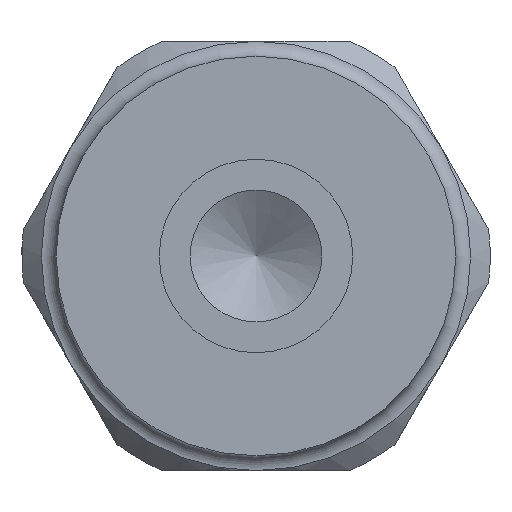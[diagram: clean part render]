
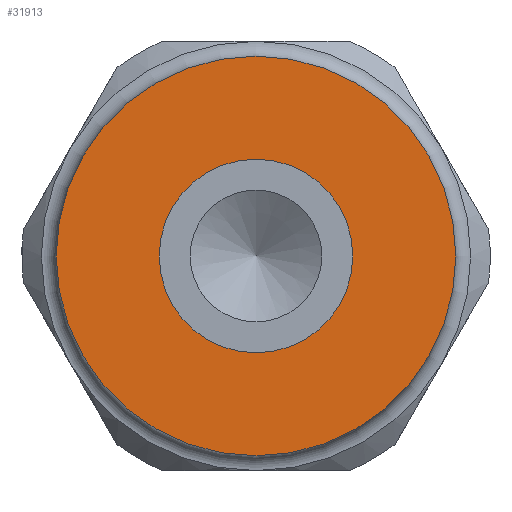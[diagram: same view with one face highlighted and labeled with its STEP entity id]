
A CAD part, front view. The second image highlights one B-rep face of the part: STEP entity #31913.
In plain terms, the highlighted planar face has unit normal (0, -1, 0).
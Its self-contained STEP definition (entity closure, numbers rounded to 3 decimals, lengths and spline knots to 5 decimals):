
#188=FACE_BOUND('',#6903,.T.);
#1669=PLANE('',#33375);
#5089=FACE_OUTER_BOUND('',#6902,.T.);
#6902=EDGE_LOOP('',(#28406));
#6903=EDGE_LOOP('',(#28407));
#7535=CIRCLE('',#33360,0.155);
#7539=CIRCLE('',#33367,0.32);
#14816=VERTEX_POINT('',#71530);
#14819=VERTEX_POINT('',#71542);
#19338=EDGE_CURVE('',#14816,#14816,#7535,.T.);
#19345=EDGE_CURVE('',#14819,#14819,#7539,.T.);
#28406=ORIENTED_EDGE('',*,*,#19345,.T.);
#28407=ORIENTED_EDGE('',*,*,#19338,.T.);
#31913=ADVANCED_FACE('',(#5089,#188),#1669,.F.);
#33360=AXIS2_PLACEMENT_3D('',#71531,#38345,#38346);
#33367=AXIS2_PLACEMENT_3D('',#71544,#38362,#38363);
#33375=AXIS2_PLACEMENT_3D('',#71556,#38382,#38383);
#38345=DIRECTION('center_axis',(0.,1.,0.));
#38346=DIRECTION('ref_axis',(-0.866,0.,-0.5));
#38362=DIRECTION('center_axis',(0.,-1.,0.));
#38363=DIRECTION('ref_axis',(0.866,0.,0.5));
#38382=DIRECTION('center_axis',(0.,1.,0.));
#38383=DIRECTION('ref_axis',(0.866,0.,0.5));
#71530=CARTESIAN_POINT('',(0.13423,0.,0.0775));
#71531=CARTESIAN_POINT('Origin',(0.,0.,0.));
#71542=CARTESIAN_POINT('',(-0.27713,0.,-0.16));
#71544=CARTESIAN_POINT('Origin',(0.,0.,0.));
#71556=CARTESIAN_POINT('Origin',(0.,0.,0.));
